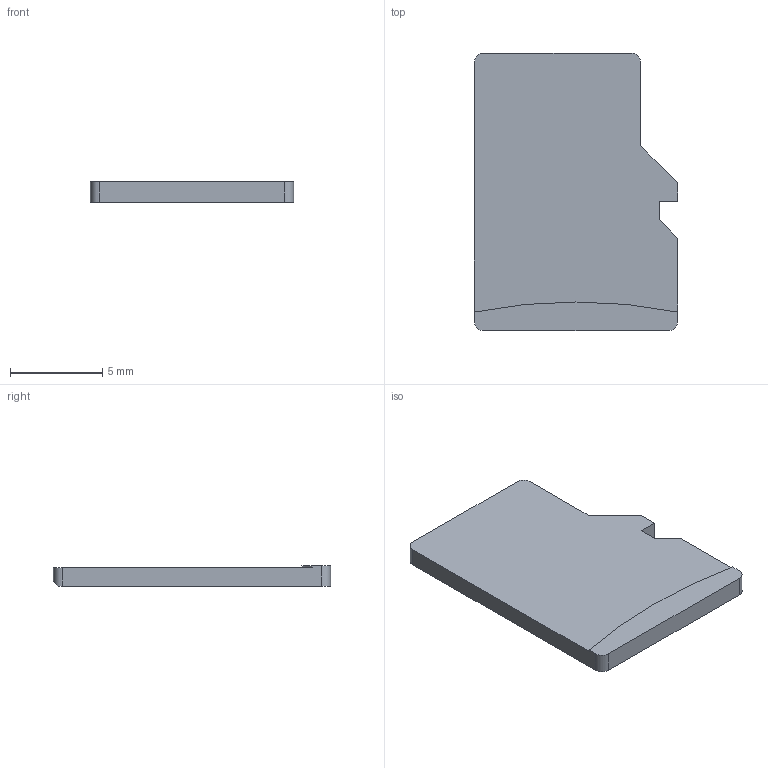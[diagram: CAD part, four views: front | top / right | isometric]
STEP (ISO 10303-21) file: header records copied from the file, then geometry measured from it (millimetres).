
FILE_DESCRIPTION(('FreeCAD Model'),'2;1');
FILE_NAME('Generic_MICRO_SD_card.step', '2016-09-06T23:17:37',('Author'),(''), 'Open CASCADE STEP processor 6.8','FreeCAD','Unknown');
FILE_SCHEMA(('AUTOMOTIVE_DESIGN_CC2 { 1 2 10303 214 -1 1 5 4 }'));
Length unit declared in the file: millimetre
Products named in the file (2): ASSEMBLY; MICRO_SD_CARD001
Assembly tree (1 placements, depth 2):
  ASSEMBLY
    MICRO_SD_CARD001
Bounding box: 11 x 15 x 1.1 mm (x, y, z)
Volume: 152.5 mm3; surface area: 355.1 mm2
Topology: 1 solids, 1 shells, 59 faces, 147 edges, 98 vertices
Faces by surface type: plane 54, cylinder 5
Entity records: 4118 total; most frequent: CARTESIAN_POINT 652, DIRECTION 567, LINE 415, VECTOR 415, ORIENTED_EDGE 294, PCURVE 294, DEFINITIONAL_REPRESENTATION 294, EDGE_CURVE 147
